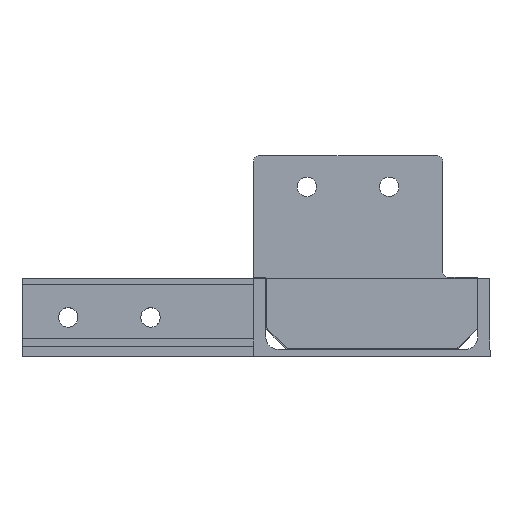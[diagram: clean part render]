
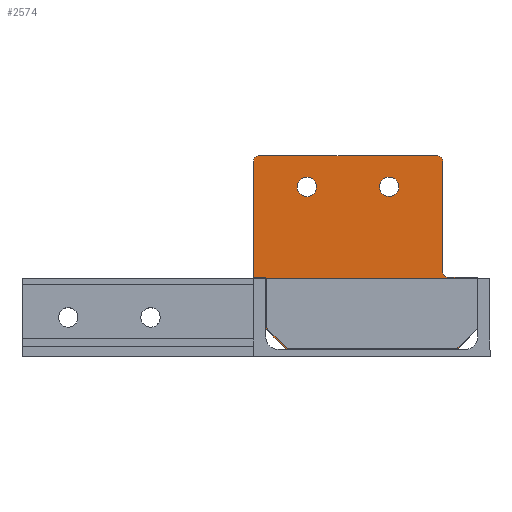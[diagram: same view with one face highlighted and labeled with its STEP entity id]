
A CAD part, left-side view. The second image highlights one B-rep face of the part: STEP entity #2574.
In plain terms, the highlighted face is planar.
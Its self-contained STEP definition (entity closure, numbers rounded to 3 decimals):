
#1 = VECTOR ( 'NONE', #1005, 1000. ) ;
#30 = VECTOR ( 'NONE', #424, 1000. ) ;
#38 = CARTESIAN_POINT ( 'NONE',  ( -141.5, 30., 0. ) ) ;
#52 = CARTESIAN_POINT ( 'NONE',  ( 0., 0., 0. ) ) ;
#65 = CARTESIAN_POINT ( 'NONE',  ( -32., 188., 0. ) ) ;
#109 = DIRECTION ( 'NONE',  ( 0., 0., 1. ) ) ;
#139 = CARTESIAN_POINT ( 'NONE',  ( -61.5, 30., 0. ) ) ;
#152 = ORIENTED_EDGE ( 'NONE', *, *, #1822, .F. ) ;
#164 = CARTESIAN_POINT ( 'NONE',  ( -179., 5., 0. ) ) ;
#205 = DIRECTION ( 'NONE',  ( 1., 0., 0. ) ) ;
#228 = DIRECTION ( 'NONE',  ( 1., 0., 0. ) ) ;
#271 = CARTESIAN_POINT ( 'NONE',  ( -218., 0., 0. ) ) ;
#300 = EDGE_CURVE ( 'NONE', #1050, #1642, #338, .T. ) ;
#324 = DIRECTION ( 'NONE',  ( 1., 0., 0. ) ) ;
#338 = CIRCLE ( 'NONE', #881, 5. ) ;
#353 = CARTESIAN_POINT ( 'NONE',  ( -122.5, 30., 0. ) ) ;
#356 = AXIS2_PLACEMENT_3D ( 'NONE', #1669, #899, #3000 ) ;
#372 = VERTEX_POINT ( 'NONE', #38 ) ;
#384 = ORIENTED_EDGE ( 'NONE', *, *, #300, .T. ) ;
#395 = ORIENTED_EDGE ( 'NONE', *, *, #1523, .F. ) ;
#424 = DIRECTION ( 'NONE',  ( -1., 0., 0. ) ) ;
#477 = LINE ( 'NONE', #745, #1091 ) ;
#497 = CARTESIAN_POINT ( 'NONE',  ( -52., 30., 0. ) ) ;
#527 = CIRCLE ( 'NONE', #2741, 9.5 ) ;
#528 = LINE ( 'NONE', #1313, #1682 ) ;
#534 = EDGE_LOOP ( 'NONE', ( #1830, #384, #2906, #1138, #3179, #801, #3241, #1773, #1445, #839, #1690, #772, #1493 ) ) ;
#583 = DIRECTION ( 'NONE',  ( 0., 0., 1. ) ) ;
#592 = LINE ( 'NONE', #1360, #3194 ) ;
#610 = FACE_BOUND ( 'NONE', #2411, .T. ) ;
#613 = CARTESIAN_POINT ( 'NONE',  ( 0., 118., 0. ) ) ;
#647 = VERTEX_POINT ( 'NONE', #613 ) ;
#659 = CARTESIAN_POINT ( 'NONE',  ( -198., 188., 0. ) ) ;
#732 = LINE ( 'NONE', #3361, #2058 ) ;
#745 = CARTESIAN_POINT ( 'NONE',  ( -184., 0., 0. ) ) ;
#749 = CARTESIAN_POINT ( 'NONE',  ( -5., 5., 0. ) ) ;
#755 = CARTESIAN_POINT ( 'NONE',  ( -5., 0., 0. ) ) ;
#772 = ORIENTED_EDGE ( 'NONE', *, *, #793, .T. ) ;
#773 = EDGE_CURVE ( 'NONE', #3240, #2184, #3155, .T. ) ;
#793 = EDGE_CURVE ( 'NONE', #2542, #2735, #477, .T. ) ;
#801 = ORIENTED_EDGE ( 'NONE', *, *, #883, .T. ) ;
#835 = DIRECTION ( 'NONE',  ( 1., 0., 0. ) ) ;
#839 = ORIENTED_EDGE ( 'NONE', *, *, #1354, .T. ) ;
#872 = AXIS2_PLACEMENT_3D ( 'NONE', #2357, #583, #1636 ) ;
#881 = AXIS2_PLACEMENT_3D ( 'NONE', #749, #2579, #228 ) ;
#883 = EDGE_CURVE ( 'NONE', #3086, #1349, #592, .T. ) ;
#899 = DIRECTION ( 'NONE',  ( 0., 0., -1. ) ) ;
#905 = CARTESIAN_POINT ( 'NONE',  ( -132., 30., 0. ) ) ;
#998 = DIRECTION ( 'NONE',  ( 1., 0., 0. ) ) ;
#1005 = DIRECTION ( 'NONE',  ( 0., -1., 0. ) ) ;
#1050 = VERTEX_POINT ( 'NONE', #755 ) ;
#1090 = DIRECTION ( 'NONE',  ( 0., 1., 0. ) ) ;
#1091 = VECTOR ( 'NONE', #1530, 1000. ) ;
#1095 = DIRECTION ( 'NONE',  ( 0., 0., 1. ) ) ;
#1119 = VERTEX_POINT ( 'NONE', #2545 ) ;
#1138 = ORIENTED_EDGE ( 'NONE', *, *, #1883, .T. ) ;
#1150 = AXIS2_PLACEMENT_3D ( 'NONE', #1921, #3294, #1387 ) ;
#1151 = FACE_OUTER_BOUND ( 'NONE', #534, .T. ) ;
#1161 = ORIENTED_EDGE ( 'NONE', *, *, #1358, .F. ) ;
#1313 = CARTESIAN_POINT ( 'NONE',  ( 0., 118., 0. ) ) ;
#1349 = VERTEX_POINT ( 'NONE', #65 ) ;
#1354 = EDGE_CURVE ( 'NONE', #2184, #1119, #2618, .T. ) ;
#1358 = EDGE_CURVE ( 'NONE', #1402, #372, #2356, .T. ) ;
#1360 = CARTESIAN_POINT ( 'NONE',  ( 78., 78., 0. ) ) ;
#1371 = CIRCLE ( 'NONE', #2969, 5. ) ;
#1387 = DIRECTION ( 'NONE',  ( 1., 0., 0. ) ) ;
#1402 = VERTEX_POINT ( 'NONE', #353 ) ;
#1415 = FACE_BOUND ( 'NONE', #3011, .T. ) ;
#1445 = ORIENTED_EDGE ( 'NONE', *, *, #773, .T. ) ;
#1460 = VERTEX_POINT ( 'NONE', #659 ) ;
#1468 = CARTESIAN_POINT ( 'NONE',  ( -12., 118., 0. ) ) ;
#1475 = CARTESIAN_POINT ( 'NONE',  ( 0., 5., 0. ) ) ;
#1481 = CARTESIAN_POINT ( 'NONE',  ( -218., 168., 0. ) ) ;
#1491 = VECTOR ( 'NONE', #835, 1000. ) ;
#1493 = ORIENTED_EDGE ( 'NONE', *, *, #2680, .T. ) ;
#1497 = VERTEX_POINT ( 'NONE', #139 ) ;
#1523 = EDGE_CURVE ( 'NONE', #2144, #1497, #2520, .T. ) ;
#1527 = CIRCLE ( 'NONE', #2744, 9.5 ) ;
#1530 = DIRECTION ( 'NONE',  ( 0., -1., 0. ) ) ;
#1550 = DIRECTION ( 'NONE',  ( 0., 0., 1. ) ) ;
#1557 = LINE ( 'NONE', #2892, #2946 ) ;
#1604 = DIRECTION ( 'NONE',  ( -1., 0., 0. ) ) ;
#1610 = EDGE_CURVE ( 'NONE', #2653, #1050, #732, .T. ) ;
#1636 = DIRECTION ( 'NONE',  ( 1., 0., 0. ) ) ;
#1642 = VERTEX_POINT ( 'NONE', #1475 ) ;
#1669 = CARTESIAN_POINT ( 'NONE',  ( -189., 113., 0. ) ) ;
#1682 = VECTOR ( 'NONE', #1604, 1000. ) ;
#1690 = ORIENTED_EDGE ( 'NONE', *, *, #3172, .T. ) ;
#1719 = CARTESIAN_POINT ( 'NONE',  ( 0., 188., 0. ) ) ;
#1749 = DIRECTION ( 'NONE',  ( 0., 1., 0. ) ) ;
#1773 = ORIENTED_EDGE ( 'NONE', *, *, #2832, .T. ) ;
#1805 = DIRECTION ( 'NONE',  ( 1., 0., 0. ) ) ;
#1819 = CIRCLE ( 'NONE', #356, 5. ) ;
#1822 = EDGE_CURVE ( 'NONE', #1497, #2144, #527, .T. ) ;
#1830 = ORIENTED_EDGE ( 'NONE', *, *, #1610, .T. ) ;
#1883 = EDGE_CURVE ( 'NONE', #647, #2637, #528, .T. ) ;
#1921 = CARTESIAN_POINT ( 'NONE',  ( -52., 30., 0. ) ) ;
#1956 = AXIS2_PLACEMENT_3D ( 'NONE', #2203, #1095, #2739 ) ;
#2058 = VECTOR ( 'NONE', #998, 1000. ) ;
#2144 = VERTEX_POINT ( 'NONE', #3372 ) ;
#2154 = ORIENTED_EDGE ( 'NONE', *, *, #2547, .F. ) ;
#2184 = VERTEX_POINT ( 'NONE', #3327 ) ;
#2203 = CARTESIAN_POINT ( 'NONE',  ( 0., 0., 0. ) ) ;
#2221 = DIRECTION ( 'NONE',  ( 0., 0., 1. ) ) ;
#2238 = CARTESIAN_POINT ( 'NONE',  ( -12., 118., 0. ) ) ;
#2356 = CIRCLE ( 'NONE', #872, 9.5 ) ;
#2357 = CARTESIAN_POINT ( 'NONE',  ( -132., 30., 0. ) ) ;
#2395 = DIRECTION ( 'NONE',  ( -0.707, 0.707, 0. ) ) ;
#2411 = EDGE_LOOP ( 'NONE', ( #1161, #2154 ) ) ;
#2520 = CIRCLE ( 'NONE', #1150, 9.5 ) ;
#2542 = VERTEX_POINT ( 'NONE', #3226 ) ;
#2544 = VECTOR ( 'NONE', #1090, 1000. ) ;
#2545 = CARTESIAN_POINT ( 'NONE',  ( -189., 118., 0. ) ) ;
#2547 = EDGE_CURVE ( 'NONE', #372, #1402, #1527, .T. ) ;
#2552 = CARTESIAN_POINT ( 'NONE',  ( -184., 5., 0. ) ) ;
#2574 = ADVANCED_FACE ( 'NONE', ( #610, #1415, #1151 ), #3207, .T. ) ;
#2579 = DIRECTION ( 'NONE',  ( 0., 0., 1. ) ) ;
#2618 = LINE ( 'NONE', #3217, #1491 ) ;
#2631 = EDGE_CURVE ( 'NONE', #2637, #3086, #2777, .T. ) ;
#2637 = VERTEX_POINT ( 'NONE', #2238 ) ;
#2641 = DIRECTION ( 'NONE',  ( -0.707, -0.707, 0. ) ) ;
#2653 = VERTEX_POINT ( 'NONE', #2844 ) ;
#2680 = EDGE_CURVE ( 'NONE', #2735, #2653, #1371, .T. ) ;
#2700 = LINE ( 'NONE', #52, #2544 ) ;
#2735 = VERTEX_POINT ( 'NONE', #2552 ) ;
#2739 = DIRECTION ( 'NONE',  ( 1., 0., 0. ) ) ;
#2741 = AXIS2_PLACEMENT_3D ( 'NONE', #497, #1550, #1805 ) ;
#2744 = AXIS2_PLACEMENT_3D ( 'NONE', #905, #109, #324 ) ;
#2777 = LINE ( 'NONE', #1468, #3027 ) ;
#2832 = EDGE_CURVE ( 'NONE', #1460, #3240, #1557, .T. ) ;
#2844 = CARTESIAN_POINT ( 'NONE',  ( -179., 0., 0. ) ) ;
#2892 = CARTESIAN_POINT ( 'NONE',  ( -193., 193., 0. ) ) ;
#2906 = ORIENTED_EDGE ( 'NONE', *, *, #3051, .T. ) ;
#2943 = CARTESIAN_POINT ( 'NONE',  ( -12., 168., 0. ) ) ;
#2946 = VECTOR ( 'NONE', #2641, 1000. ) ;
#2969 = AXIS2_PLACEMENT_3D ( 'NONE', #164, #2221, #205 ) ;
#3000 = DIRECTION ( 'NONE',  ( 1., 0., 0. ) ) ;
#3011 = EDGE_LOOP ( 'NONE', ( #395, #152 ) ) ;
#3027 = VECTOR ( 'NONE', #1749, 1000. ) ;
#3051 = EDGE_CURVE ( 'NONE', #1642, #647, #2700, .T. ) ;
#3070 = LINE ( 'NONE', #1719, #30 ) ;
#3086 = VERTEX_POINT ( 'NONE', #2943 ) ;
#3155 = LINE ( 'NONE', #271, #1 ) ;
#3172 = EDGE_CURVE ( 'NONE', #1119, #2542, #1819, .T. ) ;
#3179 = ORIENTED_EDGE ( 'NONE', *, *, #2631, .T. ) ;
#3194 = VECTOR ( 'NONE', #2395, 1000. ) ;
#3207 = PLANE ( 'NONE',  #1956 ) ;
#3217 = CARTESIAN_POINT ( 'NONE',  ( 0., 118., 0. ) ) ;
#3226 = CARTESIAN_POINT ( 'NONE',  ( -184., 113., 0. ) ) ;
#3240 = VERTEX_POINT ( 'NONE', #1481 ) ;
#3241 = ORIENTED_EDGE ( 'NONE', *, *, #3282, .T. ) ;
#3282 = EDGE_CURVE ( 'NONE', #1349, #1460, #3070, .T. ) ;
#3294 = DIRECTION ( 'NONE',  ( 0., 0., 1. ) ) ;
#3327 = CARTESIAN_POINT ( 'NONE',  ( -218., 118., 0. ) ) ;
#3361 = CARTESIAN_POINT ( 'NONE',  ( 0., 0., 0. ) ) ;
#3372 = CARTESIAN_POINT ( 'NONE',  ( -42.5, 30., 0. ) ) ;
